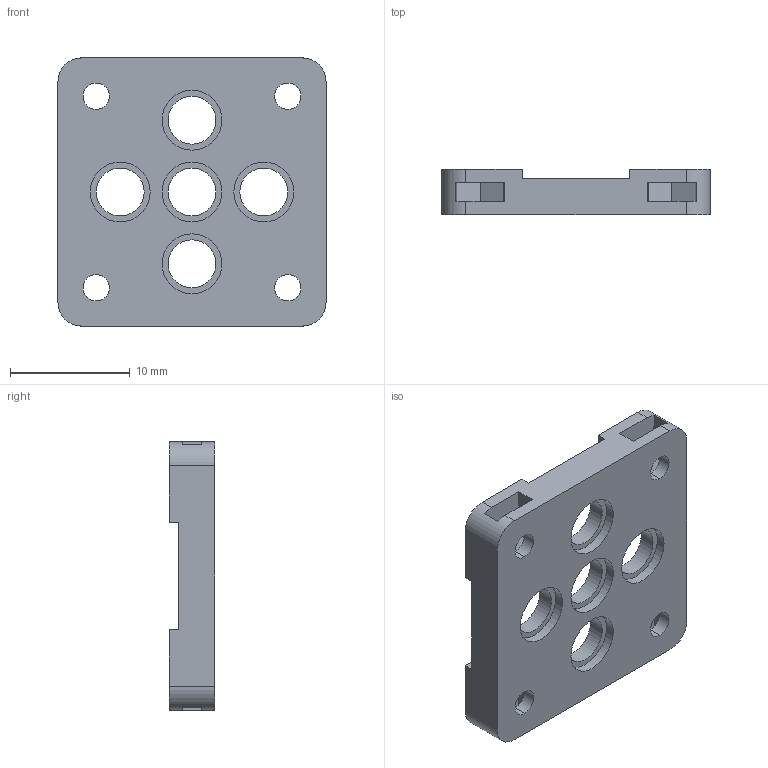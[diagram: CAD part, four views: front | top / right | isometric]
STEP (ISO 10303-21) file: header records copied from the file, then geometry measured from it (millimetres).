
FILE_DESCRIPTION((''),'2;1');
FILE_NAME('F54','2010-04-09T',('JANG WOOK'),(''),'PRO/ENGINEER BY PARAMETRIC TECHNOLOGY CORPORATION, 2009060','PRO/ENGINEER BY PARAMETRIC TECHNOLOGY CORPORATION, 2009060','');
FILE_SCHEMA(('CONFIG_CONTROL_DESIGN'));
Length unit declared in the file: millimetre
Products named in the file (1): F54
Bounding box: 22.4 x 3.8 x 22.4 mm (x, y, z)
Volume: 891.3 mm3; surface area: 1800.9 mm2
Topology: 1 solids, 1 shells, 116 faces, 324 edges, 216 vertices
Faces by surface type: plane 60, cylinder 56
Entity records: 3858 total; most frequent: DIRECTION 676, CARTESIAN_POINT 656, ORIENTED_EDGE 648, EDGE_CURVE 324, AXIS2_PLACEMENT_3D 236, VERTEX_POINT 216, VECTOR 204, LINE 204
